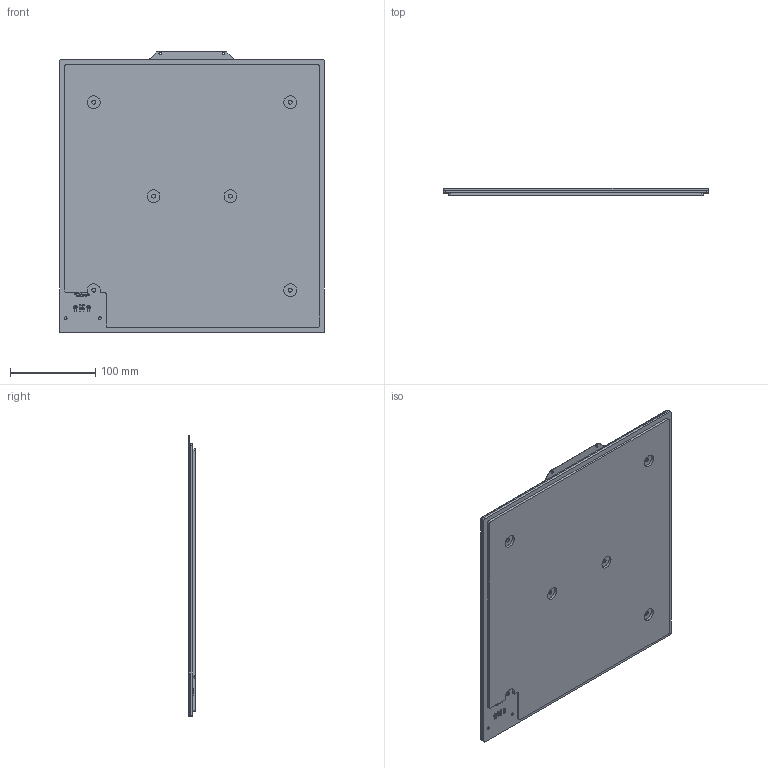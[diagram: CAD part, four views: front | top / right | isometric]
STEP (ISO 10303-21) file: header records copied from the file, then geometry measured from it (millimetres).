
FILE_DESCRIPTION (( 'STEP AP214' ), '1' );
FILE_NAME ('Heated Bed Kobra Plus.STEP', '2023-03-11T14:57:11', ( '' ), ( '' ), 'SwSTEP 2.0', 'SolidWorks 2010', '' );
FILE_SCHEMA (( 'AUTOMOTIVE_DESIGN' ));
Length unit declared in the file: millimetre
Products named in the file (1): Heated Bed Kobra Plus
Bounding box: 310 x 8 x 329.77 mm (x, y, z)
Volume: 761974.7 mm3; surface area: 607674.6 mm2
Topology: 3 solids, 3 shells, 195 faces, 503 edges, 330 vertices
Faces by surface type: plane 99, cylinder 60, cone 16, torus 12, bspline 8
Entity records: 8844 total; most frequent: CARTESIAN_POINT 1985, DIRECTION 1031, ORIENTED_EDGE 1006, EDGE_CURVE 503, AXIS2_PLACEMENT_3D 364, VERTEX_POINT 330, VECTOR 303, LINE 303
